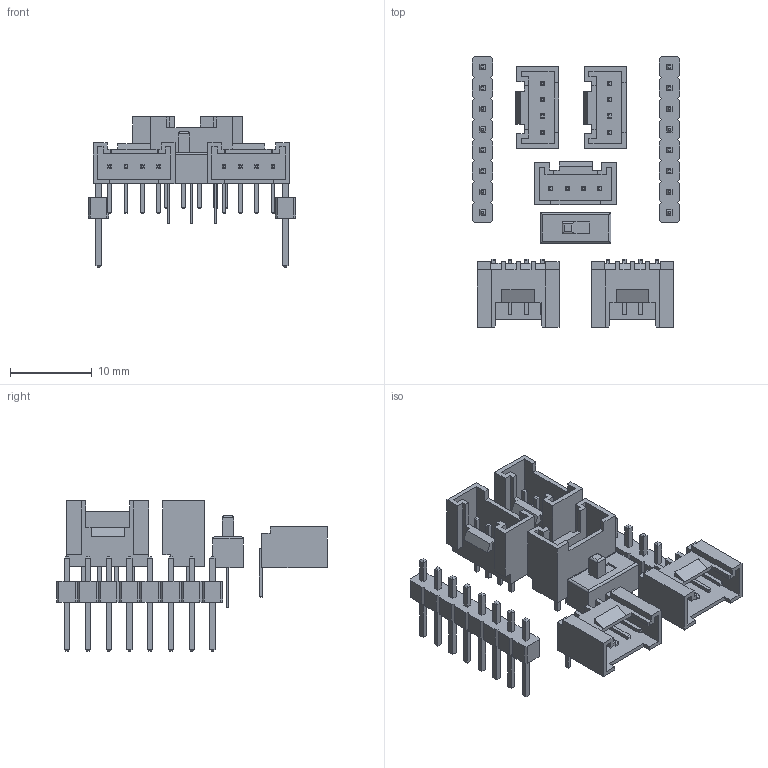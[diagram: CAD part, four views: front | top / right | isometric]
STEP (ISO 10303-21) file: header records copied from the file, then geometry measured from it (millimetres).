
FILE_DESCRIPTION(('KiCad electronic assembly'),'2;1');
FILE_NAME('D1_mini_grove.step','2025-03-25T09:12:02',('Pcbnew'),('Kicad' ),'Open CASCADE STEP processor 7.8','KiCad to STEP converter', 'Unknown');
FILE_SCHEMA(('AUTOMOTIVE_DESIGN { 1 0 10303 214 1 1 1 1 }'));
Length unit declared in the file: millimetre
Products named in the file (8): D1_mini_grove 1; grove_connector_angled_3d; grove_connector_3d; grove_plastika; pin; Vertical slide switch SS-12D00G3 High Knob 3mm SPDT v2; PinHeader_1x08_P2.54mm_Vertical; D1_mini_grove_copper
Assembly tree (14 placements, depth 3):
  D1_mini_grove 1
    grove_connector_angled_3d  x2
    grove_connector_3d  x3
      grove_plastika
      pin
    Vertical slide switch SS-12D00G3 High Knob 3mm SPDT v2
    PinHeader_1x08_P2.54mm_Vertical  x2
    D1_mini_grove_copper
Bounding box: 25.4 x 33.1 x 18.38 mm (x, y, z)
Volume: 1298.9 mm3; surface area: 3762.2 mm2
Topology: 20 solids, 20 shells, 997 faces, 2413 edges, 1508 vertices
Faces by surface type: plane 973, cylinder 24
Entity records: 28967 total; most frequent: CARTESIAN_POINT 4737, DIRECTION 4081, LINE 3133, VECTOR 3133, ORIENTED_EDGE 2126, PCURVE 2126, DEFINITIONAL_REPRESENTATION 2126, EDGE_CURVE 1063
